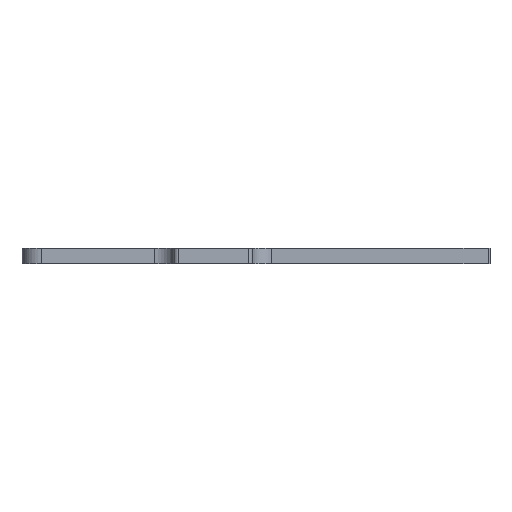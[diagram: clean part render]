
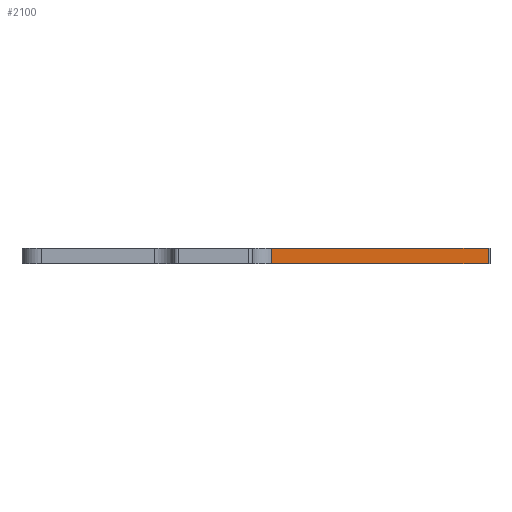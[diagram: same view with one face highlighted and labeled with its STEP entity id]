
A CAD part, left-side view. The second image highlights one B-rep face of the part: STEP entity #2100.
In plain terms, the highlighted planar face has unit normal (-1, 0, 0).
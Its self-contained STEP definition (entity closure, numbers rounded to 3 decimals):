
#23 = VECTOR ( 'NONE', #1658, 1000. ) ;
#128 = ORIENTED_EDGE ( 'NONE', *, *, #485, .F. ) ;
#273 = ORIENTED_EDGE ( 'NONE', *, *, #2981, .T. ) ;
#485 = EDGE_CURVE ( 'NONE', #637, #2640, #1898, .T. ) ;
#594 = ORIENTED_EDGE ( 'NONE', *, *, #1914, .T. ) ;
#636 = DIRECTION ( 'NONE',  ( -1., 0., 0. ) ) ;
#637 = VERTEX_POINT ( 'NONE', #777 ) ;
#777 = CARTESIAN_POINT ( 'NONE',  ( -20., -10., -8. ) ) ;
#811 = LINE ( 'NONE', #2635, #1684 ) ;
#858 = EDGE_LOOP ( 'NONE', ( #2814, #128, #594, #273 ) ) ;
#874 = CARTESIAN_POINT ( 'NONE',  ( -20., -10., -8. ) ) ;
#962 = VECTOR ( 'NONE', #1941, 1000. ) ;
#1230 = LINE ( 'NONE', #2643, #962 ) ;
#1320 = FACE_OUTER_BOUND ( 'NONE', #858, .T. ) ;
#1482 = CARTESIAN_POINT ( 'NONE',  ( -20., -121., -8. ) ) ;
#1650 = CARTESIAN_POINT ( 'NONE',  ( -20., -10., 0. ) ) ;
#1658 = DIRECTION ( 'NONE',  ( 0., 0., 1. ) ) ;
#1684 = VECTOR ( 'NONE', #2899, 1000. ) ;
#1898 = LINE ( 'NONE', #2062, #23 ) ;
#1914 = EDGE_CURVE ( 'NONE', #637, #2468, #811, .T. ) ;
#1941 = DIRECTION ( 'NONE',  ( 0., -1., 0. ) ) ;
#1998 = CARTESIAN_POINT ( 'NONE',  ( -20., -121., -8. ) ) ;
#2062 = CARTESIAN_POINT ( 'NONE',  ( -20., -10., -8. ) ) ;
#2086 = VECTOR ( 'NONE', #2164, 1000. ) ;
#2100 = ADVANCED_FACE ( 'NONE', ( #1320 ), #2975, .T. ) ;
#2164 = DIRECTION ( 'NONE',  ( 0., 0., 1. ) ) ;
#2207 = VERTEX_POINT ( 'NONE', #2543 ) ;
#2254 = DIRECTION ( 'NONE',  ( 0., -1., 0. ) ) ;
#2388 = LINE ( 'NONE', #1482, #2086 ) ;
#2468 = VERTEX_POINT ( 'NONE', #1998 ) ;
#2543 = CARTESIAN_POINT ( 'NONE',  ( -20., -121., 0. ) ) ;
#2635 = CARTESIAN_POINT ( 'NONE',  ( -20., -10., -8. ) ) ;
#2640 = VERTEX_POINT ( 'NONE', #1650 ) ;
#2643 = CARTESIAN_POINT ( 'NONE',  ( -20., -10., 0. ) ) ;
#2814 = ORIENTED_EDGE ( 'NONE', *, *, #3029, .F. ) ;
#2899 = DIRECTION ( 'NONE',  ( 0., -1., 0. ) ) ;
#2975 = PLANE ( 'NONE',  #3006 ) ;
#2981 = EDGE_CURVE ( 'NONE', #2468, #2207, #2388, .T. ) ;
#3006 = AXIS2_PLACEMENT_3D ( 'NONE', #874, #636, #2254 ) ;
#3029 = EDGE_CURVE ( 'NONE', #2640, #2207, #1230, .T. ) ;
